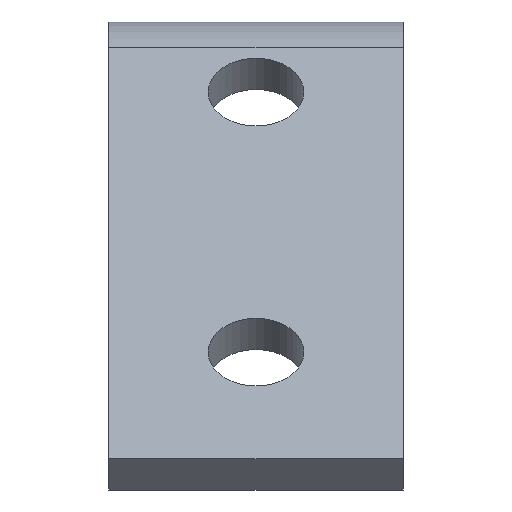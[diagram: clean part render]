
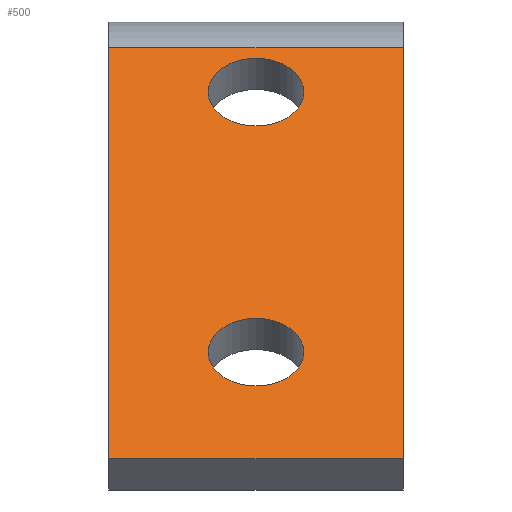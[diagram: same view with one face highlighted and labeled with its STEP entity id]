
A CAD part, front view. The second image highlights one B-rep face of the part: STEP entity #500.
In plain terms, the highlighted planar face has unit normal (0, -0.707, 0.707).
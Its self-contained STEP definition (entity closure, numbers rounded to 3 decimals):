
#26 = ORIENTED_EDGE ( 'NONE', *, *, #417, .T. ) ;
#27 = ORIENTED_EDGE ( 'NONE', *, *, #420, .T. ) ;
#28 = ORIENTED_EDGE ( 'NONE', *, *, #428, .F. ) ;
#29 = ORIENTED_EDGE ( 'NONE', *, *, #431, .T. ) ;
#30 = ORIENTED_EDGE ( 'NONE', *, *, #404, .T. ) ;
#31 = ORIENTED_EDGE ( 'NONE', *, *, #414, .T. ) ;
#58 = VERTEX_POINT ( 'NONE', #195 ) ;
#60 = VERTEX_POINT ( 'NONE', #203 ) ;
#62 = VERTEX_POINT ( 'NONE', #236 ) ;
#64 = VERTEX_POINT ( 'NONE', #182 ) ;
#67 = LINE ( 'NONE', #240, #74 ) ;
#74 = VECTOR ( 'NONE', #228, 1000. ) ;
#85 = LINE ( 'NONE', #206, #88 ) ;
#88 = VECTOR ( 'NONE', #205, 1000. ) ;
#90 = CIRCLE ( 'NONE', #444, 6.5 ) ;
#95 = CIRCLE ( 'NONE', #445, 6.5 ) ;
#109 = LINE ( 'NONE', #250, #111 ) ;
#111 = VECTOR ( 'NONE', #260, 1000. ) ;
#114 = LINE ( 'NONE', #256, #116 ) ;
#116 = VECTOR ( 'NONE', #266, 1000. ) ;
#134 = FACE_BOUND ( 'NONE', #162, .T. ) ;
#144 = FACE_OUTER_BOUND ( 'NONE', #398, .T. ) ;
#162 = EDGE_LOOP ( 'NONE', ( #26 ) ) ;
#182 = CARTESIAN_POINT ( 'NONE',  ( -20., -46.75, -3.515 ) ) ;
#190 = DIRECTION ( 'NONE',  ( 0., 0.707, 0.707 ) ) ;
#191 = DIRECTION ( 'NONE',  ( 0., 0.707, -0.707 ) ) ;
#192 = CARTESIAN_POINT ( 'NONE',  ( 0., -88.126, -44.891 ) ) ;
#195 = CARTESIAN_POINT ( 'NONE',  ( 20., -46.75, -3.515 ) ) ;
#203 = CARTESIAN_POINT ( 'NONE',  ( 20., -102.622, -59.387 ) ) ;
#205 = DIRECTION ( 'NONE',  ( 0., 0.707, 0.707 ) ) ;
#206 = CARTESIAN_POINT ( 'NONE',  ( 20., -44.993, -1.757 ) ) ;
#217 = CARTESIAN_POINT ( 'NONE',  ( 0., -52.771, -9.536 ) ) ;
#218 = DIRECTION ( 'NONE',  ( 0., 0.707, -0.707 ) ) ;
#228 = DIRECTION ( 'NONE',  ( 1., 0., 0. ) ) ;
#236 = CARTESIAN_POINT ( 'NONE',  ( -20., -102.622, -59.387 ) ) ;
#237 = DIRECTION ( 'NONE',  ( 0., 0.707, 0.707 ) ) ;
#240 = CARTESIAN_POINT ( 'NONE',  ( 20., -102.622, -59.387 ) ) ;
#250 = CARTESIAN_POINT ( 'NONE',  ( 20., -46.75, -3.515 ) ) ;
#256 = CARTESIAN_POINT ( 'NONE',  ( -20., -102.622, -59.387 ) ) ;
#260 = DIRECTION ( 'NONE',  ( 1., 0., 0. ) ) ;
#266 = DIRECTION ( 'NONE',  ( 0., -0.707, -0.707 ) ) ;
#319 = DIRECTION ( 'NONE',  ( 0., 0.707, -0.707 ) ) ;
#325 = CARTESIAN_POINT ( 'NONE',  ( 20., -44.993, -1.757 ) ) ;
#326 = PLANE ( 'NONE',  #462 ) ;
#328 = DIRECTION ( 'NONE',  ( 0., 0.707, 0.707 ) ) ;
#348 = CARTESIAN_POINT ( 'NONE',  ( 0., -83.53, -40.295 ) ) ;
#352 = CARTESIAN_POINT ( 'NONE',  ( 0., -48.175, -4.939 ) ) ;
#395 = EDGE_LOOP ( 'NONE', ( #27 ) ) ;
#398 = EDGE_LOOP ( 'NONE', ( #28, #29, #30, #31 ) ) ;
#404 = EDGE_CURVE ( 'NONE', #62, #60, #67, .T. ) ;
#414 = EDGE_CURVE ( 'NONE', #60, #58, #85, .T. ) ;
#417 = EDGE_CURVE ( 'NONE', #528, #528, #90, .T. ) ;
#420 = EDGE_CURVE ( 'NONE', #529, #529, #95, .T. ) ;
#428 = EDGE_CURVE ( 'NONE', #64, #58, #109, .T. ) ;
#431 = EDGE_CURVE ( 'NONE', #64, #62, #114, .T. ) ;
#444 = AXIS2_PLACEMENT_3D ( 'NONE', #217, #218, #237 ) ;
#445 = AXIS2_PLACEMENT_3D ( 'NONE', #192, #191, #190 ) ;
#462 = AXIS2_PLACEMENT_3D ( 'NONE', #325, #319, #328 ) ;
#500 = ADVANCED_FACE ( 'NONE', ( #134, #510, #144 ), #326, .F. ) ;
#510 = FACE_BOUND ( 'NONE', #395, .T. ) ;
#528 = VERTEX_POINT ( 'NONE', #352 ) ;
#529 = VERTEX_POINT ( 'NONE', #348 ) ;
